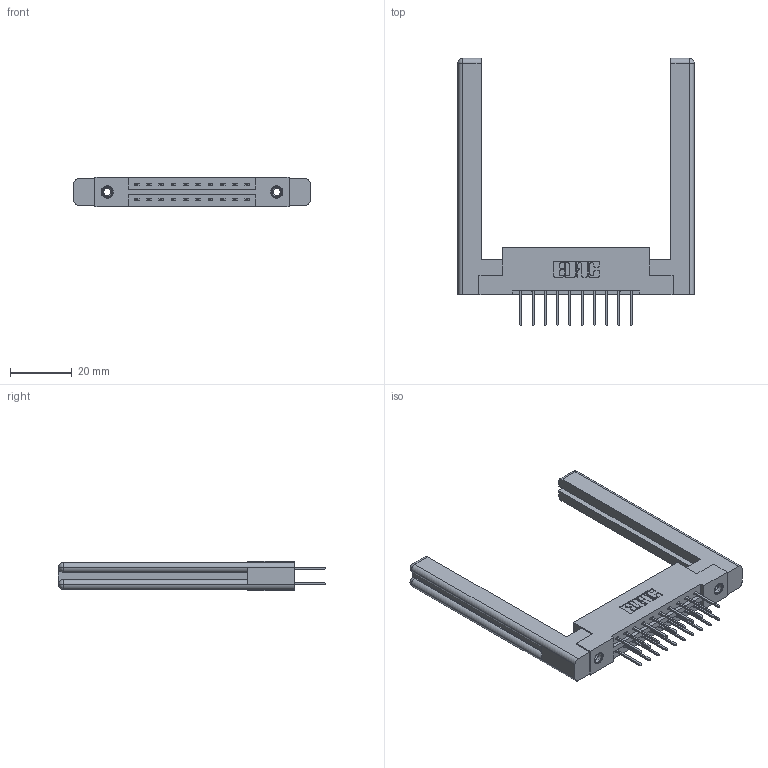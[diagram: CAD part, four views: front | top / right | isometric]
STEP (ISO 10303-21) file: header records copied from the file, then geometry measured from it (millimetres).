
FILE_DESCRIPTION (( 'STEP AP203' ), '1' );
FILE_NAME ('387-020-523-258.STEP', '2019-10-16T02:55:55', ( '' ), ( '' ), 'SwSTEP 2.0', 'SolidWorks 2016', '' );
FILE_SCHEMA (( 'CONFIG_CONTROL_DESIGN' ));
Length unit declared in the file: inch
Products named in the file (5): 337 Part_Flush Mounting Lugs - 0.156 Dia-TI; 345-292-001_345-293-123; 387-020-523-258; 307-220-058; 345-250-001_345-250-001-102
Assembly tree (25 placements, depth 2):
  387-020-523-258
    337 Part_Flush Mounting Lugs - 0.156 Dia-TI
    345-292-001_345-293-123  x20
    345-250-001_345-250-001-102  x2
    307-220-058  x2
Bounding box: 76.25 x 86.24 x 9.4 mm (x, y, z)
Volume: 14793.3 mm3; surface area: 13580.2 mm2
Topology: 25 solids, 25 shells, 1336 faces, 3885 edges, 2550 vertices
Faces by surface type: plane 914, cylinder 398, cone 12, torus 12
Entity records: 14544 total; most frequent: CARTESIAN_POINT 2485, ORIENTED_EDGE 2360, DIRECTION 2188, EDGE_CURVE 1180, VECTOR 1004, LINE 1004, VERTEX_POINT 778, AXIS2_PLACEMENT_3D 592
